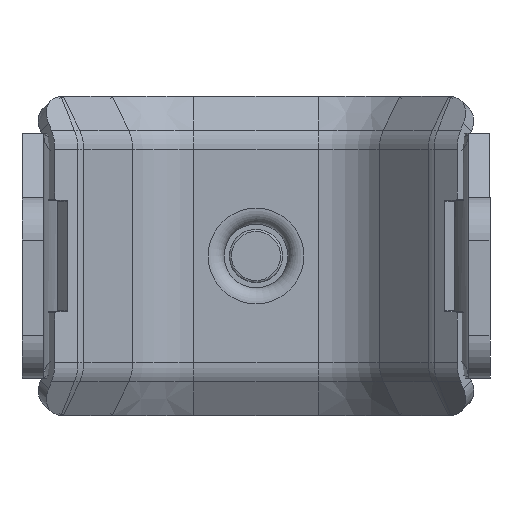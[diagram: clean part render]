
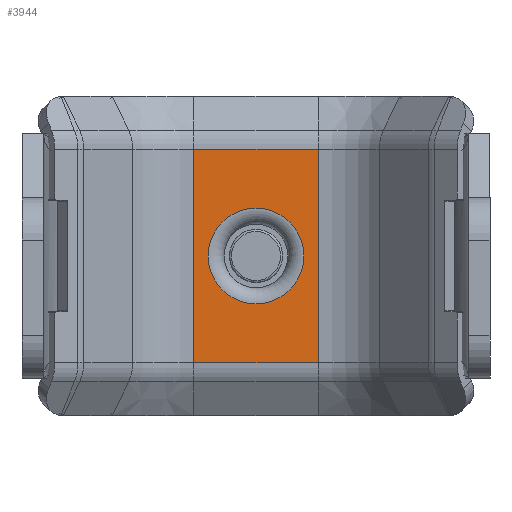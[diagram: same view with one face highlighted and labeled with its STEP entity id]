
A CAD part, front view. The second image highlights one B-rep face of the part: STEP entity #3944.
In plain terms, the highlighted face is planar.
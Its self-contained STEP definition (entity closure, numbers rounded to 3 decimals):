
#96=FACE_BOUND('',#577,.T.);
#325=FACE_OUTER_BOUND('',#576,.T.);
#576=EDGE_LOOP('',(#2973,#2974,#2975,#2976));
#577=EDGE_LOOP('',(#2977));
#803=CIRCLE('',#4308,4.5);
#1088=LINE('',#7900,#1419);
#1089=LINE('',#7902,#1420);
#1090=LINE('',#7904,#1421);
#1091=LINE('',#7905,#1422);
#1419=VECTOR('',#5025,10.);
#1420=VECTOR('',#5026,10.);
#1421=VECTOR('',#5027,10.);
#1422=VECTOR('',#5028,10.);
#1752=VERTEX_POINT('',#7884);
#1757=VERTEX_POINT('',#7898);
#1758=VERTEX_POINT('',#7899);
#1759=VERTEX_POINT('',#7901);
#1760=VERTEX_POINT('',#7903);
#2187=EDGE_CURVE('',#1752,#1752,#803,.T.);
#2194=EDGE_CURVE('',#1757,#1758,#1088,.T.);
#2195=EDGE_CURVE('',#1758,#1759,#1089,.T.);
#2196=EDGE_CURVE('',#1760,#1759,#1090,.T.);
#2197=EDGE_CURVE('',#1757,#1760,#1091,.T.);
#2973=ORIENTED_EDGE('',*,*,#2194,.T.);
#2974=ORIENTED_EDGE('',*,*,#2195,.T.);
#2975=ORIENTED_EDGE('',*,*,#2196,.F.);
#2976=ORIENTED_EDGE('',*,*,#2197,.F.);
#2977=ORIENTED_EDGE('',*,*,#2187,.F.);
#3784=PLANE('',#4315);
#3944=ADVANCED_FACE('',(#325,#96),#3784,.T.);
#4308=AXIS2_PLACEMENT_3D('',#7885,#5008,#5009);
#4315=AXIS2_PLACEMENT_3D('',#7897,#5023,#5024);
#5008=DIRECTION('center_axis',(0.,-0.766,
0.643));
#5009=DIRECTION('ref_axis',(-1.,0.,0.));
#5023=DIRECTION('center_axis',(0.,-0.766,
0.643));
#5024=DIRECTION('ref_axis',(-1.,0.,0.));
#5025=DIRECTION('',(-1.,0.,0.));
#5026=DIRECTION('',(0.,-0.643,-0.766));
#5027=DIRECTION('',(-1.,0.,0.));
#5028=DIRECTION('',(0.,-0.643,-0.766));
#7884=CARTESIAN_POINT('',(-10.5,-6.581,-21.254));
#7885=CARTESIAN_POINT('Origin',(-15.,-6.581,-21.254));
#7897=CARTESIAN_POINT('Origin',(-4.975,-2.829,-16.783));
#7898=CARTESIAN_POINT('',(-4.975,-2.829,-16.783));
#7899=CARTESIAN_POINT('',(-25.025,-2.829,-16.783));
#7900=CARTESIAN_POINT('',(-25.025,-2.829,-16.783));
#7901=CARTESIAN_POINT('',(-25.025,-10.333,-25.726));
#7902=CARTESIAN_POINT('',(-25.025,-2.829,-16.783));
#7903=CARTESIAN_POINT('',(-4.975,-10.333,-25.726));
#7904=CARTESIAN_POINT('',(-25.025,-10.333,-25.726));
#7905=CARTESIAN_POINT('',(-4.975,-2.829,-16.783));
